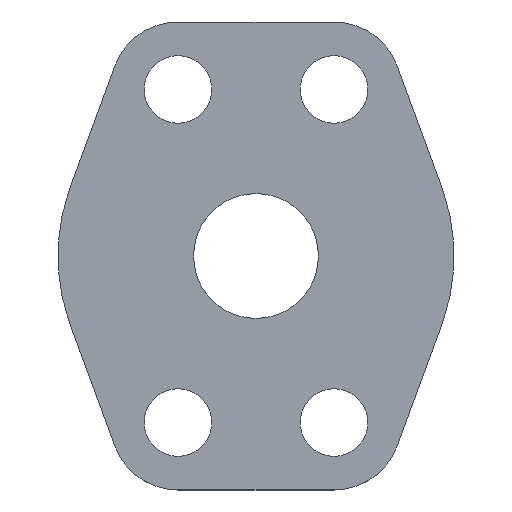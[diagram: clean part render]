
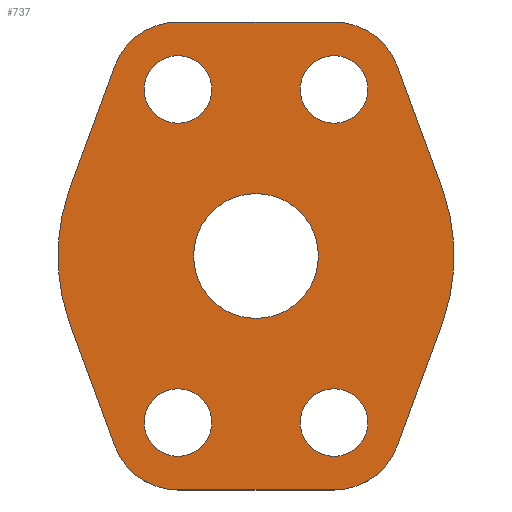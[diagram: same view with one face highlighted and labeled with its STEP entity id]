
A CAD part, top view. The second image highlights one B-rep face of the part: STEP entity #737.
In plain terms, the highlighted planar face has unit normal (0, 0, 1).
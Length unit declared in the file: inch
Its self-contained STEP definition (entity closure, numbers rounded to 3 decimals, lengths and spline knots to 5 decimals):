
#111=CARTESIAN_POINT('',(0.6715,-1.0,0.0));
#112=VERTEX_POINT('',#111);
#113=CARTESIAN_POINT('',(0.4685,-1.0,0.0));
#114=DIRECTION('',(0.0,0.0,-1.0));
#115=DIRECTION('',(1.0,0.0,0.0));
#116=AXIS2_PLACEMENT_3D('',#113,#114,#115);
#117=CIRCLE('',#116,0.203);
#118=EDGE_CURVE('',#112,#112,#117,.T.);
#160=CARTESIAN_POINT('',(-0.2655,-1.0,0.0));
#161=VERTEX_POINT('',#160);
#162=CARTESIAN_POINT('',(-0.4685,-1.0,0.0));
#163=DIRECTION('',(0.0,0.0,-1.0));
#164=DIRECTION('',(1.0,0.0,0.0));
#165=AXIS2_PLACEMENT_3D('',#162,#163,#164);
#166=CIRCLE('',#165,0.203);
#167=EDGE_CURVE('',#161,#161,#166,.T.);
#209=CARTESIAN_POINT('',(0.6715,1.0,0.0));
#210=VERTEX_POINT('',#209);
#211=CARTESIAN_POINT('',(0.4685,1.0,0.0));
#212=DIRECTION('',(0.0,0.0,-1.0));
#213=DIRECTION('',(1.0,0.0,0.0));
#214=AXIS2_PLACEMENT_3D('',#211,#212,#213);
#215=CIRCLE('',#214,0.203);
#216=EDGE_CURVE('',#210,#210,#215,.T.);
#258=CARTESIAN_POINT('',(-0.2655,1.0,0.0));
#259=VERTEX_POINT('',#258);
#260=CARTESIAN_POINT('',(-0.4685,1.0,0.0));
#261=DIRECTION('',(0.0,0.0,-1.0));
#262=DIRECTION('',(1.0,0.0,0.0));
#263=AXIS2_PLACEMENT_3D('',#260,#261,#262);
#264=CIRCLE('',#263,0.203);
#265=EDGE_CURVE('',#259,#259,#264,.T.);
#307=CARTESIAN_POINT('',(0.375,0.0,0.0));
#308=VERTEX_POINT('',#307);
#309=CARTESIAN_POINT('',(0.0,0.0,0.0));
#310=DIRECTION('',(0.0,0.0,-1.0));
#311=DIRECTION('',(1.0,0.0,0.0));
#312=AXIS2_PLACEMENT_3D('',#309,#310,#311);
#313=CIRCLE('',#312,0.375);
#314=EDGE_CURVE('',#308,#308,#313,.T.);
#335=CARTESIAN_POINT('',(0.4685,1.405,0.0));
#336=VERTEX_POINT('',#335);
#343=CARTESIAN_POINT('',(0.84859,1.13985,0.0));
#344=VERTEX_POINT('',#343);
#345=CARTESIAN_POINT('',(0.4685,1.0,0.0));
#346=DIRECTION('',(0.0,0.0,-1.));
#347=DIRECTION('',(-0.938,-0.345,0.0));
#348=AXIS2_PLACEMENT_3D('',#345,#346,#347);
#349=CIRCLE('',#348,0.405);
#350=EDGE_CURVE('',#336,#344,#349,.T.);
#374=CARTESIAN_POINT('',(-0.4685,1.405,0.0));
#375=VERTEX_POINT('',#374);
#382=CARTESIAN_POINT('',(-0.4685,1.405,0.0));
#383=DIRECTION('',(1.0,0.0,0.0));
#384=VECTOR('',#383,0.937);
#385=LINE('',#382,#384);
#386=EDGE_CURVE('',#375,#336,#385,.T.);
#406=CARTESIAN_POINT('',(-0.84859,1.13985,0.0));
#407=VERTEX_POINT('',#406);
#414=CARTESIAN_POINT('',(-0.4685,1.0,0.0));
#415=DIRECTION('',(0.0,0.0,-1.0));
#416=DIRECTION('',(0.0,-1.0,0.0));
#417=AXIS2_PLACEMENT_3D('',#414,#415,#416);
#418=CIRCLE('',#417,0.405);
#419=EDGE_CURVE('',#407,#375,#418,.T.);
#438=CARTESIAN_POINT('',(-1.1168,0.41093,0.0));
#439=VERTEX_POINT('',#438);
#446=CARTESIAN_POINT('',(-1.1168,0.41093,0.0));
#447=DIRECTION('',(0.345,0.938,0.0));
#448=VECTOR('',#447,0.7767);
#449=LINE('',#446,#448);
#450=EDGE_CURVE('',#439,#407,#449,.T.);
#470=CARTESIAN_POINT('',(-1.1168,-0.41093,0.0));
#471=VERTEX_POINT('',#470);
#478=CARTESIAN_POINT('',(0.0,0.0,0.0));
#479=DIRECTION('',(0.0,0.0,-1.0));
#480=DIRECTION('',(0.938,-0.345,0.0));
#481=AXIS2_PLACEMENT_3D('',#478,#479,#480);
#482=CIRCLE('',#481,1.19);
#483=EDGE_CURVE('',#471,#439,#482,.T.);
#502=CARTESIAN_POINT('',(-0.84859,-1.13985,0.0));
#503=VERTEX_POINT('',#502);
#510=CARTESIAN_POINT('',(-0.84859,-1.13985,0.0));
#511=DIRECTION('',(-0.345,0.938,0.0));
#512=VECTOR('',#511,0.7767);
#513=LINE('',#510,#512);
#514=EDGE_CURVE('',#503,#471,#513,.T.);
#534=CARTESIAN_POINT('',(-0.4685,-1.405,0.0));
#535=VERTEX_POINT('',#534);
#542=CARTESIAN_POINT('',(-0.4685,-1.0,0.0));
#543=DIRECTION('',(0.0,0.0,-1.));
#544=DIRECTION('',(0.938,0.345,0.0));
#545=AXIS2_PLACEMENT_3D('',#542,#543,#544);
#546=CIRCLE('',#545,0.405);
#547=EDGE_CURVE('',#535,#503,#546,.T.);
#566=CARTESIAN_POINT('',(0.4685,-1.405,0.0));
#567=VERTEX_POINT('',#566);
#574=CARTESIAN_POINT('',(0.4685,-1.405,0.0));
#575=DIRECTION('',(-1.0,0.0,0.0));
#576=VECTOR('',#575,0.937);
#577=LINE('',#574,#576);
#578=EDGE_CURVE('',#567,#535,#577,.T.);
#598=CARTESIAN_POINT('',(0.84859,-1.13985,0.0));
#599=VERTEX_POINT('',#598);
#606=CARTESIAN_POINT('',(0.4685,-1.0,0.0));
#607=DIRECTION('',(0.0,0.0,-1.0));
#608=DIRECTION('',(0.0,1.0,0.0));
#609=AXIS2_PLACEMENT_3D('',#606,#607,#608);
#610=CIRCLE('',#609,0.405);
#611=EDGE_CURVE('',#599,#567,#610,.T.);
#630=CARTESIAN_POINT('',(1.1168,-0.41093,0.0));
#631=VERTEX_POINT('',#630);
#638=CARTESIAN_POINT('',(1.1168,-0.41093,0.0));
#639=DIRECTION('',(-0.345,-0.938,0.0));
#640=VECTOR('',#639,0.7767);
#641=LINE('',#638,#640);
#642=EDGE_CURVE('',#631,#599,#641,.T.);
#662=CARTESIAN_POINT('',(1.1168,0.41093,0.0));
#663=VERTEX_POINT('',#662);
#670=CARTESIAN_POINT('',(0.0,0.0,0.0));
#671=DIRECTION('',(0.0,0.0,-1.0));
#672=DIRECTION('',(-0.938,0.345,0.0));
#673=AXIS2_PLACEMENT_3D('',#670,#671,#672);
#674=CIRCLE('',#673,1.19);
#675=EDGE_CURVE('',#663,#631,#674,.T.);
#693=CARTESIAN_POINT('',(0.84859,1.13985,0.0));
#694=DIRECTION('',(0.345,-0.938,0.0));
#695=VECTOR('',#694,0.7767);
#696=LINE('',#693,#695);
#697=EDGE_CURVE('',#344,#663,#696,.T.);
#703=CARTESIAN_POINT('',(0.,0.,0.0));
#704=DIRECTION('',(0.0,0.0,1.0));
#705=DIRECTION('',(1.0,0.0,0.0));
#706=AXIS2_PLACEMENT_3D('',#703,#704,#705);
#707=PLANE('',#706);
#708=ORIENTED_EDGE('',*,*,#697,.F.);
#709=ORIENTED_EDGE('',*,*,#350,.F.);
#710=ORIENTED_EDGE('',*,*,#386,.F.);
#711=ORIENTED_EDGE('',*,*,#419,.F.);
#712=ORIENTED_EDGE('',*,*,#450,.F.);
#713=ORIENTED_EDGE('',*,*,#483,.F.);
#714=ORIENTED_EDGE('',*,*,#514,.F.);
#715=ORIENTED_EDGE('',*,*,#547,.F.);
#716=ORIENTED_EDGE('',*,*,#578,.F.);
#717=ORIENTED_EDGE('',*,*,#611,.F.);
#718=ORIENTED_EDGE('',*,*,#642,.F.);
#719=ORIENTED_EDGE('',*,*,#675,.F.);
#720=EDGE_LOOP('',(#708,#709,#710,#711,#712,#713,#714,#715,#716,#717,#718,#719));
#721=FACE_OUTER_BOUND('',#720,.T.);
#722=ORIENTED_EDGE('',*,*,#118,.T.);
#723=EDGE_LOOP('',(#722));
#724=FACE_BOUND('',#723,.T.);
#725=ORIENTED_EDGE('',*,*,#167,.T.);
#726=EDGE_LOOP('',(#725));
#727=FACE_BOUND('',#726,.T.);
#728=ORIENTED_EDGE('',*,*,#216,.T.);
#729=EDGE_LOOP('',(#728));
#730=FACE_BOUND('',#729,.T.);
#731=ORIENTED_EDGE('',*,*,#265,.T.);
#732=EDGE_LOOP('',(#731));
#733=FACE_BOUND('',#732,.T.);
#734=ORIENTED_EDGE('',*,*,#314,.T.);
#735=EDGE_LOOP('',(#734));
#736=FACE_BOUND('',#735,.T.);
#737=ADVANCED_FACE('',(#721,#724,#727,#730,#733,#736),#707,.T.);
